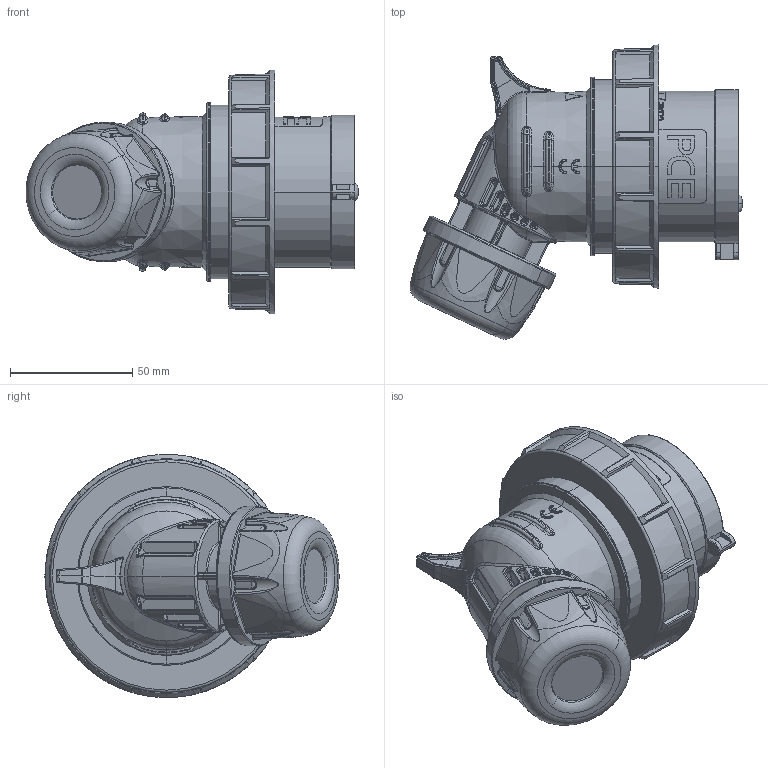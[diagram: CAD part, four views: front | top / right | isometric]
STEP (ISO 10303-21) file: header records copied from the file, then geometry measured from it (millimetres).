
FILE_DESCRIPTION (( 'STEP AP203' ), '1' );
FILE_NAME ('80252-6_VShark.STEP', '2022-09-06T07:30:33', ( '' ), ( '' ), 'SwSTEP 2.0', 'SolidWorks 2021', '' );
FILE_SCHEMA (( 'CONFIG_CONTROL_DESIGN' ));
Products named in the file (1): 80252-6_VShark
Bounding box: 135.77 x 120.3 x 99.5 mm (x, y, z)
Volume: 318715.9 mm3; surface area: 70788.9 mm2
Topology: 1 solids, 4 shells, 1577 faces, 3837 edges, 2326 vertices
Faces by surface type: bspline 658, plane 320, cylinder 189, torus 165, cone 150, sphere 95
Entity records: 74258 total; most frequent: CARTESIAN_POINT 42574, ORIENTED_EDGE 7662, DIRECTION 5102, EDGE_CURVE 3831, VERTEX_POINT 2326, AXIS2_PLACEMENT_3D 2196, B_SPLINE_CURVE_WITH_KNOTS 1799, EDGE_LOOP 1641
